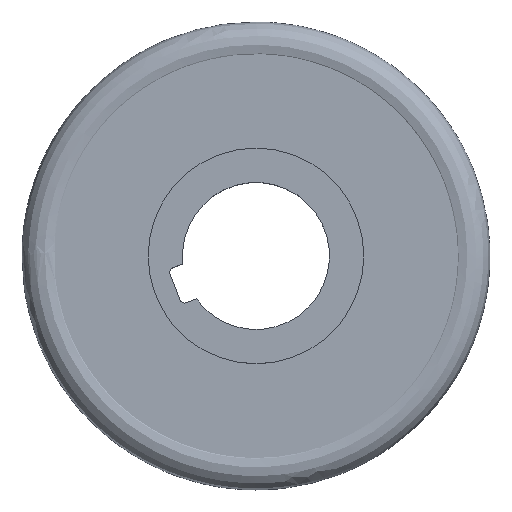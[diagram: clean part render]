
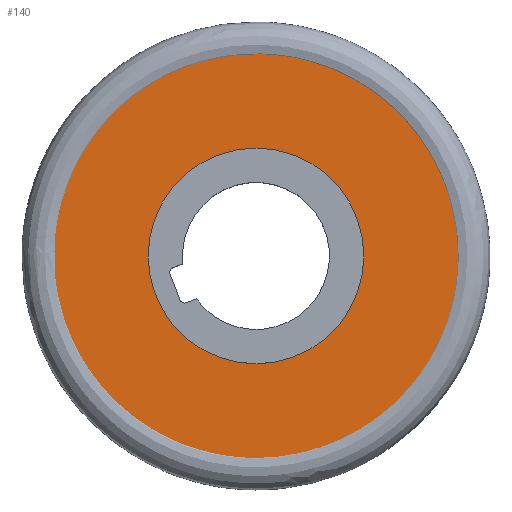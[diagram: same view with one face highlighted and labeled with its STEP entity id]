
A CAD part, top view. The second image highlights one B-rep face of the part: STEP entity #140.
In plain terms, the highlighted planar face has unit normal (0, 0, 1).
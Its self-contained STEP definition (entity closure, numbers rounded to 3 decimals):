
#140=ADVANCED_FACE('TB_SU_5',(#162,#163),#154,.F.);
#154=PLANE('',#442);
#162=FACE_BOUND('',#177,.T.);
#163=FACE_BOUND('',#178,.T.);
#177=EDGE_LOOP('',(#197));
#178=EDGE_LOOP('',(#198));
#197=ORIENTED_EDGE('',*,*,#264,.F.);
#198=ORIENTED_EDGE('',*,*,#265,.F.);
#245=VERTEX_POINT('',#595);
#246=VERTEX_POINT('',#597);
#264=EDGE_CURVE('',#245,#245,#288,.T.);
#265=EDGE_CURVE('',#246,#246,#289,.T.);
#288=CIRCLE('',#440,45.364);
#289=CIRCLE('',#441,23.5);
#440=AXIS2_PLACEMENT_3D('',#594,#497,#498);
#441=AXIS2_PLACEMENT_3D('',#596,#499,#500);
#442=AXIS2_PLACEMENT_3D('',#598,#501,#502);
#497=DIRECTION('',(0.,0.,-1.));
#498=DIRECTION('',(-1.,0.,0.));
#499=DIRECTION('',(0.,0.,1.));
#500=DIRECTION('',(-1.,0.,0.));
#501=DIRECTION('',(0.,0.,-1.));
#502=DIRECTION('',(-1.,0.,0.));
#594=CARTESIAN_POINT('',(0.,0.,-3.5));
#595=CARTESIAN_POINT('',(-45.364,0.,-3.5));
#596=CARTESIAN_POINT('',(0.,0.,-3.5));
#597=CARTESIAN_POINT('',(-23.5,0.,-3.5));
#598=CARTESIAN_POINT('',(0.,0.,-3.5));
